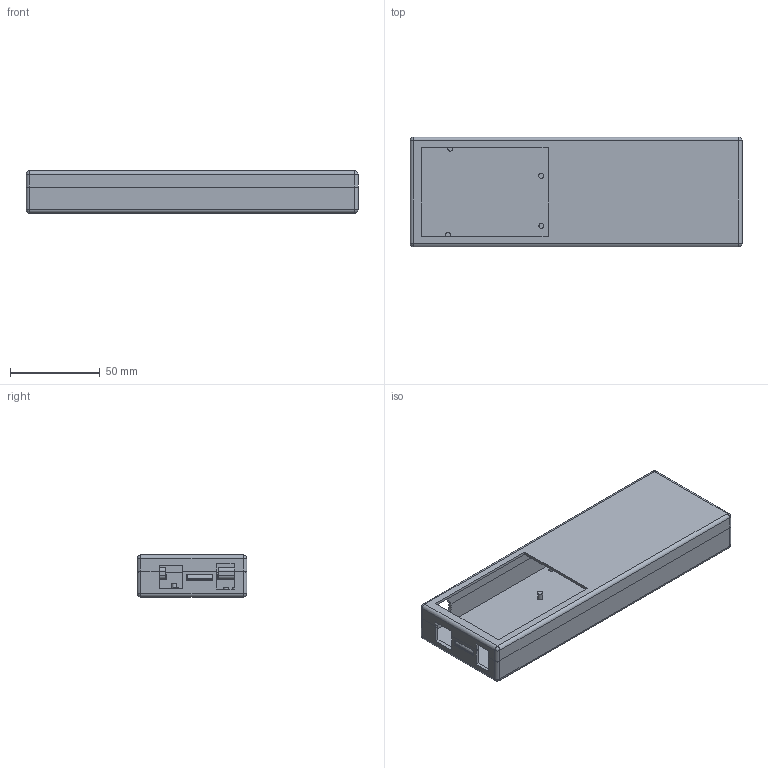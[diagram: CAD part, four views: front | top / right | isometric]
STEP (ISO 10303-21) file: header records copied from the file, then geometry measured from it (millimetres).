
FILE_DESCRIPTION(('HOOPS Exchange Step'),'2;1');
FILE_NAME('temp_export','2024-05-23T14:46:27-05:00',('nick_petersen'),('Shapr3D Limited'),'HOOPS Exchange 2023.2','Shapr3D','Authorized');
FILE_SCHEMA( ('AUTOMOTIVE_DESIGN { 1 0 10303 214 1 1 1 1 }') );
Length unit declared in the file: millimetre
Products named in the file (2): RFID Reader; root
Assembly tree (1 placements, depth 2):
  root
    RFID Reader
Bounding box: 185.2 x 61.2 x 23.5 mm (x, y, z)
Volume: 45694.3 mm3; surface area: 60148.8 mm2
Topology: 2 solids, 2 shells, 149 faces, 405 edges, 260 vertices
Faces by surface type: plane 99, cylinder 40, sphere 8, cone 2
Full cylindrical faces by diameter (mm): 2.5 x2, 2.8 x6
Entity records: 4681 total; most frequent: CARTESIAN_POINT 808, DIRECTION 803, ORIENTED_EDGE 794, EDGE_CURVE 397, VECTOR 293, LINE 293, VERTEX_POINT 260, AXIS2_PLACEMENT_3D 255
